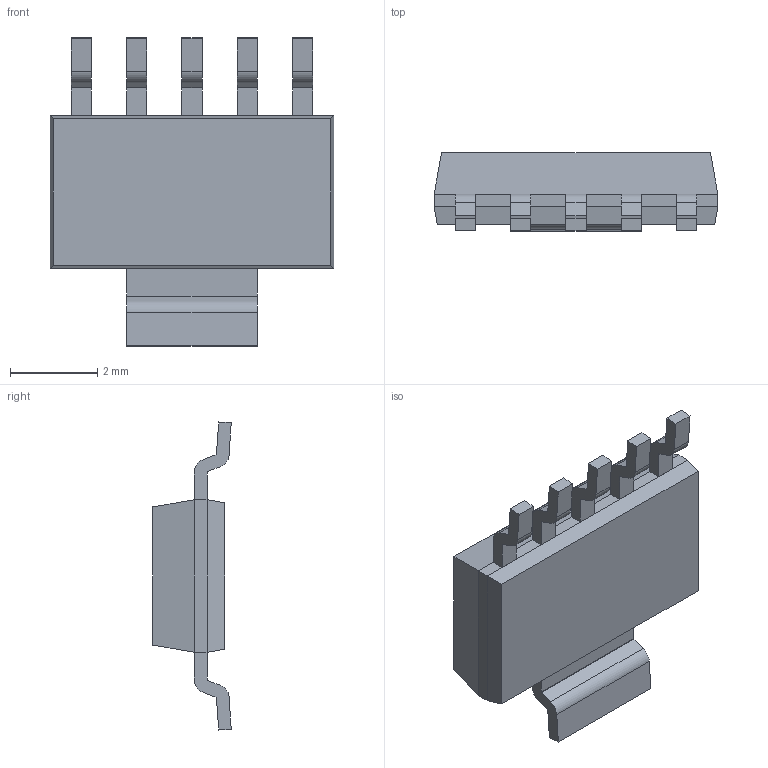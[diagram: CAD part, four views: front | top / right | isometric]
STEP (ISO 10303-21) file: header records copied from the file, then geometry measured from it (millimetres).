
FILE_DESCRIPTION(/* description */ ('STEP AP242','CAx-IF Rec.Pracs.---Representation and Presentation of Product Manufacturing Information (PMI)---4.0---2014-10-13','CAx-IF Rec.Pracs.---3D Tessellated Geometry---0.4---2014-09-14','2;1'),/* implementation_level */ '2;1');
FILE_NAME(/* name */ '62504ca4c9046e2c4c5f2e73',/* time_stamp */ '2022-04-08T14:54:29+00:00',/* author */ (''),/* organization */ (''),/* preprocessor_version */ 'ST-DEVELOPER v18.101',/* originating_system */ ' ',/* authorisation */ ' ');
FILE_SCHEMA (('AP242_MANAGED_MODEL_BASED_3D_ENGINEERING_MIM_LF { 1 0 10303 442 1 1 4 }'));
Length unit declared in the file: metre
Products named in the file (7): DCQ6
Bounding box: 6.5 x 1.8 x 7.06 mm (x, y, z)
Volume: 38.9 mm3; surface area: 105.7 mm2
Topology: 7 solids, 7 shells, 98 faces, 244 edges, 160 vertices
Faces by surface type: plane 74, cylinder 24
Entity records: 3065 total; most frequent: CARTESIAN_POINT 509, DIRECTION 502, ORIENTED_EDGE 488, EDGE_CURVE 244, LINE 196, VECTOR 196, VERTEX_POINT 160, AXIS2_PLACEMENT_3D 153
